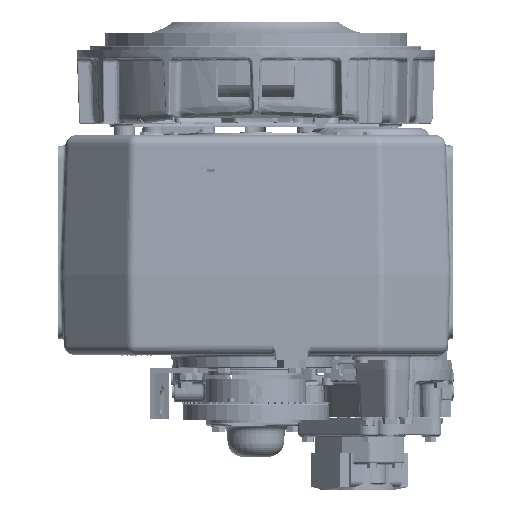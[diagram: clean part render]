
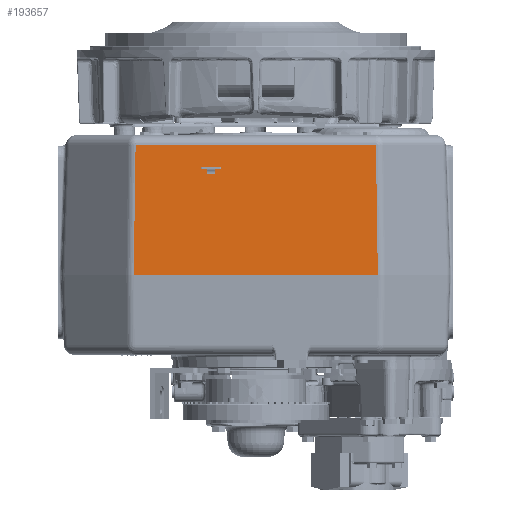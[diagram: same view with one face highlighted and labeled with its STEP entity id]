
A CAD part, front view. The second image highlights one B-rep face of the part: STEP entity #193657.
In plain terms, the highlighted planar face has unit normal (0, -0.999, 0.035).
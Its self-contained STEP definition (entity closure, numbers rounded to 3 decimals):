
#61189 = VERTEX_POINT ( 'NONE', #110331 ) ;
#61195 = VERTEX_POINT ( 'NONE', #110347 ) ;
#61213 = VERTEX_POINT ( 'NONE', #110382 ) ;
#94204 = ORIENTED_EDGE ( 'NONE', *, *, #393805, .T. ) ;
#94209 = ORIENTED_EDGE ( 'NONE', *, *, #350397, .T. ) ;
#94215 = ORIENTED_EDGE ( 'NONE', *, *, #393827, .T. ) ;
#94222 = ORIENTED_EDGE ( 'NONE', *, *, #393819, .F. ) ;
#110331 = CARTESIAN_POINT ( 'NONE',  ( -185.476, -377.996, -147.142 ) ) ;
#110347 = CARTESIAN_POINT ( 'NONE',  ( 185.476, -377.996, -147.142 ) ) ;
#110382 = CARTESIAN_POINT ( 'NONE',  ( 188.377, -385., -347.7 ) ) ;
#115808 = EDGE_LOOP ( 'NONE', ( #94204, #94209, #94215, #94222 ) ) ;
#186104 = CARTESIAN_POINT ( 'NONE',  ( 0., -385., -347.7 ) ) ;
#186166 = PLANE ( 'NONE',  #340508 ) ;
#186215 = DIRECTION ( 'NONE',  ( 0., -0.999, 0.035 ) ) ;
#186220 = DIRECTION ( 'NONE',  ( 0., -0.035, -0.999 ) ) ;
#193657 = ADVANCED_FACE ( 'NONE', ( #442280 ), #186166, .T. ) ;
#298413 = CARTESIAN_POINT ( 'NONE',  ( -188.377, -385., -347.7 ) ) ;
#340508 = AXIS2_PLACEMENT_3D ( 'NONE', #186104, #186215, #186220 ) ;
#350397 = EDGE_CURVE ( 'NONE', #61195, #61189, #465209, .T. ) ;
#393805 = EDGE_CURVE ( 'NONE', #61213, #61195, #458290, .T. ) ;
#393819 = EDGE_CURVE ( 'NONE', #61213, #646772, #458354, .T. ) ;
#393827 = EDGE_CURVE ( 'NONE', #61189, #646772, #458362, .T. ) ;
#442280 = FACE_OUTER_BOUND ( 'NONE', #115808, .T. ) ;
#458290 = LINE ( 'NONE', #575690, #458329 ) ;
#458323 = VECTOR ( 'NONE', #575716, 1000. ) ;
#458329 = VECTOR ( 'NONE', #575693, 1000. ) ;
#458354 = LINE ( 'NONE', #575673, #458323 ) ;
#458362 = LINE ( 'NONE', #575721, #458366 ) ;
#458366 = VECTOR ( 'NONE', #575725, 1000. ) ;
#459975 = CARTESIAN_POINT ( 'NONE',  ( -191.876, -377.996, -147.142 ) ) ;
#459980 = DIRECTION ( 'NONE',  ( -1., 0., 0. ) ) ;
#465209 = LINE ( 'NONE', #459975, #465216 ) ;
#465216 = VECTOR ( 'NONE', #459980, 1000. ) ;
#575673 = CARTESIAN_POINT ( 'NONE',  ( 0., -385., -347.7 ) ) ;
#575690 = CARTESIAN_POINT ( 'NONE',  ( 188.337, -384.905, -344.979 ) ) ;
#575693 = DIRECTION ( 'NONE',  ( -0.014, 0.035, 0.999 ) ) ;
#575716 = DIRECTION ( 'NONE',  ( -1., 0., 0. ) ) ;
#575721 = CARTESIAN_POINT ( 'NONE',  ( -188.337, -384.905, -344.979 ) ) ;
#575725 = DIRECTION ( 'NONE',  ( -0.014, -0.035, -0.999 ) ) ;
#646772 = VERTEX_POINT ( 'NONE', #298413 ) ;
